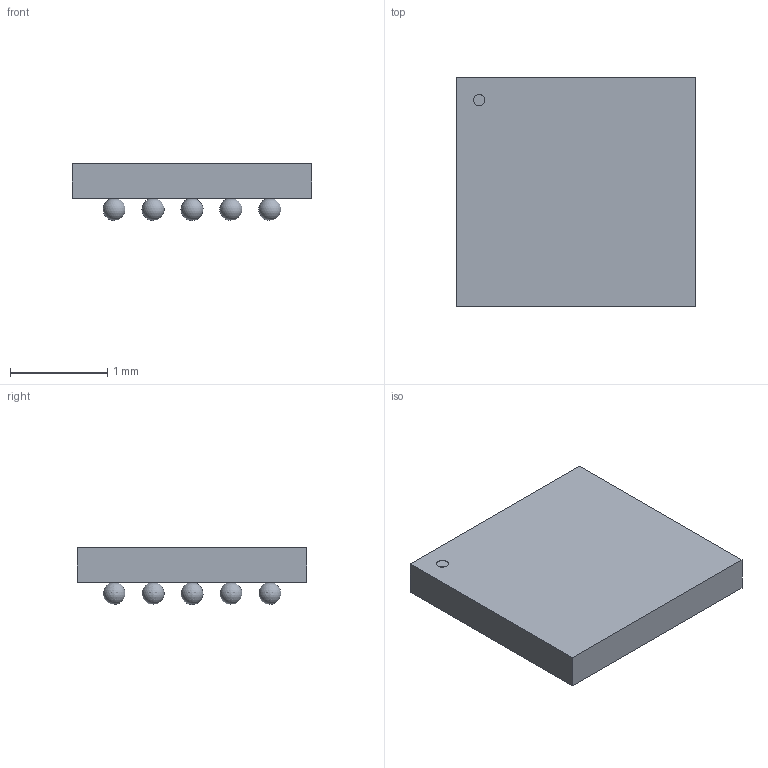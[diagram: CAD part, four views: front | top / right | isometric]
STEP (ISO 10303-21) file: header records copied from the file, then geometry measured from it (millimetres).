
FILE_DESCRIPTION(('STEP AP214'),'1');
FILE_NAME('WLCSP25','2019-08-28T18:57:08',(''),(''),'','','');
FILE_SCHEMA(('AUTOMOTIVE_DESIGN'));
Length unit declared in the file: millimetre
Products named in the file (1): product
Bounding box: 2.46 x 2.36 x 0.59 mm (x, y, z)
Volume: 0.2 mm3; surface area: 19.2 mm2
Topology: 26 solids, 32 shells, 34 faces, 102 edges, 76 vertices
Faces by surface type: sphere 25, plane 8, cylinder 1
Full cylindrical faces by diameter (mm): 0.118 x1
Entity records: 659 total; most frequent: CARTESIAN_POINT 113, DIRECTION 100, VERTEX_POINT 75, AXIS2_PLACEMENT_3D 38, STYLED_ITEM 34, ADVANCED_FACE 34, ORIENTED_EDGE 28, FACE_BOUND 26
